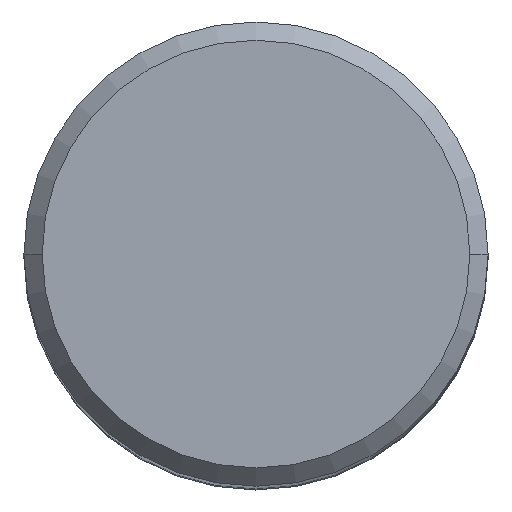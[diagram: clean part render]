
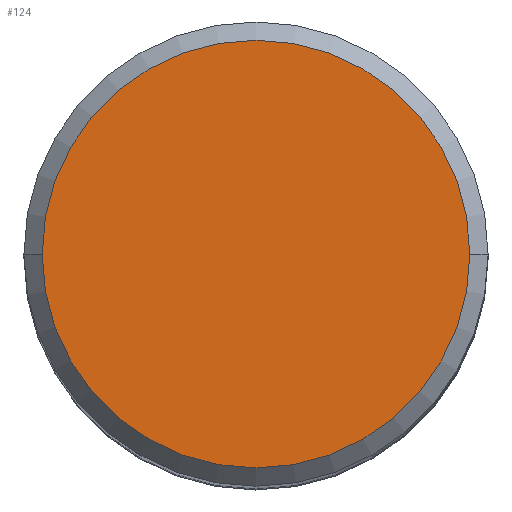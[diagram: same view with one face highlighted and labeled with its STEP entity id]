
A CAD part, top view. The second image highlights one B-rep face of the part: STEP entity #124.
In plain terms, the highlighted planar face has unit normal (0, 0, 1).
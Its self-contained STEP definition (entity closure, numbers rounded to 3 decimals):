
#47=PLANE('',#1114);
#124=ADVANCED_FACE('',(#198),#47,.T.);
#198=FACE_OUTER_BOUND('',#252,.T.);
#252=EDGE_LOOP('',(#478,#479,#480,#481));
#478=ORIENTED_EDGE('',*,*,#668,.T.);
#479=ORIENTED_EDGE('',*,*,#665,.T.);
#480=ORIENTED_EDGE('',*,*,#664,.T.);
#481=ORIENTED_EDGE('',*,*,#669,.T.);
#550=VERTEX_POINT('',#1745);
#551=VERTEX_POINT('',#1746);
#552=VERTEX_POINT('',#1748);
#553=VERTEX_POINT('',#1753);
#664=EDGE_CURVE('',#550,#551,#770,.T.);
#665=EDGE_CURVE('',#552,#550,#771,.T.);
#668=EDGE_CURVE('',#553,#552,#772,.T.);
#669=EDGE_CURVE('',#551,#553,#773,.T.);
#770=CIRCLE('',#1108,11.7);
#771=CIRCLE('',#1109,11.7);
#772=CIRCLE('',#1111,11.7);
#773=CIRCLE('',#1112,11.7);
#1108=AXIS2_PLACEMENT_3D('',#1744,#1449,#1450);
#1109=AXIS2_PLACEMENT_3D('',#1747,#1451,#1452);
#1111=AXIS2_PLACEMENT_3D('',#1752,#1457,#1458);
#1112=AXIS2_PLACEMENT_3D('',#1754,#1459,#1460);
#1114=AXIS2_PLACEMENT_3D('',#1756,#1463,#1464);
#1449=DIRECTION('',(0.,0.,1.));
#1450=DIRECTION('',(0.,1.,0.));
#1451=DIRECTION('',(0.,0.,1.));
#1452=DIRECTION('',(1.,0.,0.));
#1457=DIRECTION('',(0.,0.,1.));
#1458=DIRECTION('',(0.,-1.,0.));
#1459=DIRECTION('',(0.,0.,1.));
#1460=DIRECTION('',(-1.,0.,0.));
#1463=DIRECTION('',(0.,0.,1.));
#1464=DIRECTION('',(1.,0.,0.));
#1744=CARTESIAN_POINT('',(0.,0.,0.));
#1745=CARTESIAN_POINT('',(0.,11.7,0.));
#1746=CARTESIAN_POINT('',(-11.7,0.,0.));
#1747=CARTESIAN_POINT('',(0.,0.,0.));
#1748=CARTESIAN_POINT('',(11.7,0.,0.));
#1752=CARTESIAN_POINT('',(0.,0.,0.));
#1753=CARTESIAN_POINT('',(0.,-11.7,0.));
#1754=CARTESIAN_POINT('',(0.,0.,0.));
#1756=CARTESIAN_POINT('',(0.,0.,0.));
